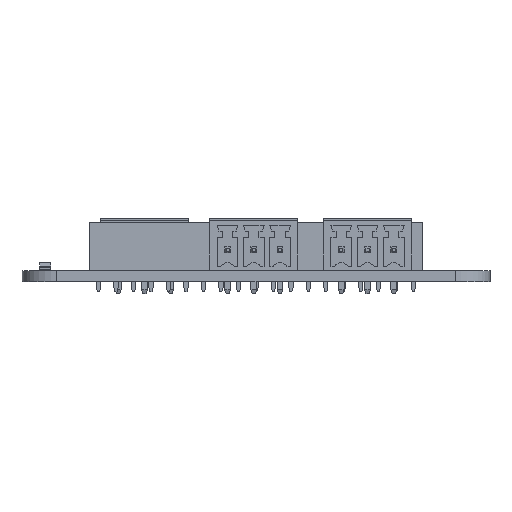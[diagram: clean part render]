
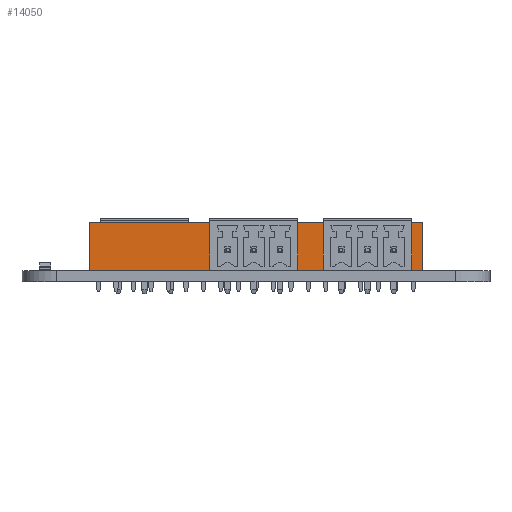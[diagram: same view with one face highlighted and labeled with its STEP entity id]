
A CAD part, left-side view. The second image highlights one B-rep face of the part: STEP entity #14050.
In plain terms, the highlighted planar face has unit normal (-1, 0, 0).
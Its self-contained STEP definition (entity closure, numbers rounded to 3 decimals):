
#7364 = PLANE('',#7365);
#7365 = AXIS2_PLACEMENT_3D('',#7366,#7367,#7368);
#7366 = CARTESIAN_POINT('',(-1.27,-46.99,0.));
#7367 = DIRECTION('',(0.,1.,0.));
#7368 = DIRECTION('',(1.,0.,0.));
#7392 = PLANE('',#7393);
#7393 = AXIS2_PLACEMENT_3D('',#7394,#7395,#7396);
#7394 = CARTESIAN_POINT('',(1.27,-46.99,7.));
#7395 = DIRECTION('',(0.,0.,-1.));
#7396 = DIRECTION('',(0.,-1.,0.));
#7420 = PLANE('',#7421);
#7421 = AXIS2_PLACEMENT_3D('',#7422,#7423,#7424);
#7422 = CARTESIAN_POINT('',(1.27,1.27,0.));
#7423 = DIRECTION('',(0.,-1.,0.));
#7424 = DIRECTION('',(-1.,0.,0.));
#7462 = VERTEX_POINT('',#7463);
#7463 = CARTESIAN_POINT('',(-1.27,-46.99,0.));
#7479 = PLANE('',#7480);
#7480 = AXIS2_PLACEMENT_3D('',#7481,#7482,#7483);
#7481 = CARTESIAN_POINT('',(1.27,-46.99,0.));
#7482 = DIRECTION('',(0.,0.,-1.));
#7483 = DIRECTION('',(0.,-1.,0.));
#7491 = EDGE_CURVE('',#7462,#7492,#7494,.T.);
#7492 = VERTEX_POINT('',#7493);
#7493 = CARTESIAN_POINT('',(-1.27,-46.99,7.));
#7494 = SURFACE_CURVE('',#7495,(#7499,#7506),.PCURVE_S1.);
#7495 = LINE('',#7496,#7497);
#7496 = CARTESIAN_POINT('',(-1.27,-46.99,0.));
#7497 = VECTOR('',#7498,1.);
#7498 = DIRECTION('',(0.,0.,1.));
#7499 = PCURVE('',#7364,#7500);
#7500 = DEFINITIONAL_REPRESENTATION('',(#7501),#7505);
#7501 = LINE('',#7502,#7503);
#7502 = CARTESIAN_POINT('',(0.,0.));
#7503 = VECTOR('',#7504,1.);
#7504 = DIRECTION('',(0.,-1.));
#7505 = ( GEOMETRIC_REPRESENTATION_CONTEXT(2) 
PARAMETRIC_REPRESENTATION_CONTEXT() REPRESENTATION_CONTEXT('2D SPACE',''
  ) );
#7506 = PCURVE('',#7507,#7512);
#7507 = PLANE('',#7508);
#7508 = AXIS2_PLACEMENT_3D('',#7509,#7510,#7511);
#7509 = CARTESIAN_POINT('',(-1.27,1.27,0.));
#7510 = DIRECTION('',(1.,0.,0.));
#7511 = DIRECTION('',(0.,-1.,0.));
#7512 = DEFINITIONAL_REPRESENTATION('',(#7513),#7517);
#7513 = LINE('',#7514,#7515);
#7514 = CARTESIAN_POINT('',(48.26,0.));
#7515 = VECTOR('',#7516,1.);
#7516 = DIRECTION('',(0.,-1.));
#7517 = ( GEOMETRIC_REPRESENTATION_CONTEXT(2) 
PARAMETRIC_REPRESENTATION_CONTEXT() REPRESENTATION_CONTEXT('2D SPACE',''
  ) );
#7674 = VERTEX_POINT('',#7675);
#7675 = CARTESIAN_POINT('',(-1.27,1.27,7.));
#7696 = EDGE_CURVE('',#7697,#7674,#7699,.T.);
#7697 = VERTEX_POINT('',#7698);
#7698 = CARTESIAN_POINT('',(-1.27,1.27,0.));
#7699 = SURFACE_CURVE('',#7700,(#7704,#7711),.PCURVE_S1.);
#7700 = LINE('',#7701,#7702);
#7701 = CARTESIAN_POINT('',(-1.27,1.27,0.));
#7702 = VECTOR('',#7703,1.);
#7703 = DIRECTION('',(0.,0.,1.));
#7704 = PCURVE('',#7420,#7705);
#7705 = DEFINITIONAL_REPRESENTATION('',(#7706),#7710);
#7706 = LINE('',#7707,#7708);
#7707 = CARTESIAN_POINT('',(2.54,0.));
#7708 = VECTOR('',#7709,1.);
#7709 = DIRECTION('',(0.,-1.));
#7710 = ( GEOMETRIC_REPRESENTATION_CONTEXT(2) 
PARAMETRIC_REPRESENTATION_CONTEXT() REPRESENTATION_CONTEXT('2D SPACE',''
  ) );
#7711 = PCURVE('',#7507,#7712);
#7712 = DEFINITIONAL_REPRESENTATION('',(#7713),#7717);
#7713 = LINE('',#7714,#7715);
#7714 = CARTESIAN_POINT('',(0.,0.));
#7715 = VECTOR('',#7716,1.);
#7716 = DIRECTION('',(0.,-1.));
#7717 = ( GEOMETRIC_REPRESENTATION_CONTEXT(2) 
PARAMETRIC_REPRESENTATION_CONTEXT() REPRESENTATION_CONTEXT('2D SPACE',''
  ) );
#7841 = EDGE_CURVE('',#7674,#7492,#7842,.T.);
#7842 = SURFACE_CURVE('',#7843,(#7847,#7854),.PCURVE_S1.);
#7843 = LINE('',#7844,#7845);
#7844 = CARTESIAN_POINT('',(-1.27,1.27,7.));
#7845 = VECTOR('',#7846,1.);
#7846 = DIRECTION('',(0.,-1.,0.));
#7847 = PCURVE('',#7392,#7848);
#7848 = DEFINITIONAL_REPRESENTATION('',(#7849),#7853);
#7849 = LINE('',#7850,#7851);
#7850 = CARTESIAN_POINT('',(-48.26,2.54));
#7851 = VECTOR('',#7852,1.);
#7852 = DIRECTION('',(1.,0.));
#7853 = ( GEOMETRIC_REPRESENTATION_CONTEXT(2) 
PARAMETRIC_REPRESENTATION_CONTEXT() REPRESENTATION_CONTEXT('2D SPACE',''
  ) );
#7854 = PCURVE('',#7507,#7855);
#7855 = DEFINITIONAL_REPRESENTATION('',(#7856),#7860);
#7856 = LINE('',#7857,#7858);
#7857 = CARTESIAN_POINT('',(0.,-7.));
#7858 = VECTOR('',#7859,1.);
#7859 = DIRECTION('',(1.,0.));
#7860 = ( GEOMETRIC_REPRESENTATION_CONTEXT(2) 
PARAMETRIC_REPRESENTATION_CONTEXT() REPRESENTATION_CONTEXT('2D SPACE',''
  ) );
#10054 = EDGE_CURVE('',#7697,#7462,#10055,.T.);
#10055 = SURFACE_CURVE('',#10056,(#10060,#10067),.PCURVE_S1.);
#10056 = LINE('',#10057,#10058);
#10057 = CARTESIAN_POINT('',(-1.27,1.27,0.));
#10058 = VECTOR('',#10059,1.);
#10059 = DIRECTION('',(0.,-1.,0.));
#10060 = PCURVE('',#7479,#10061);
#10061 = DEFINITIONAL_REPRESENTATION('',(#10062),#10066);
#10062 = LINE('',#10063,#10064);
#10063 = CARTESIAN_POINT('',(-48.26,2.54));
#10064 = VECTOR('',#10065,1.);
#10065 = DIRECTION('',(1.,0.));
#10066 = ( GEOMETRIC_REPRESENTATION_CONTEXT(2) 
PARAMETRIC_REPRESENTATION_CONTEXT() REPRESENTATION_CONTEXT('2D SPACE',''
  ) );
#10067 = PCURVE('',#7507,#10068);
#10068 = DEFINITIONAL_REPRESENTATION('',(#10069),#10073);
#10069 = LINE('',#10070,#10071);
#10070 = CARTESIAN_POINT('',(0.,0.));
#10071 = VECTOR('',#10072,1.);
#10072 = DIRECTION('',(1.,0.));
#10073 = ( GEOMETRIC_REPRESENTATION_CONTEXT(2) 
PARAMETRIC_REPRESENTATION_CONTEXT() REPRESENTATION_CONTEXT('2D SPACE',''
  ) );
#14050 = ADVANCED_FACE('',(#14051),#7507,.F.);
#14051 = FACE_BOUND('',#14052,.F.);
#14052 = EDGE_LOOP('',(#14053,#14054,#14055,#14056));
#14053 = ORIENTED_EDGE('',*,*,#7696,.T.);
#14054 = ORIENTED_EDGE('',*,*,#7841,.T.);
#14055 = ORIENTED_EDGE('',*,*,#7491,.F.);
#14056 = ORIENTED_EDGE('',*,*,#10054,.F.);
